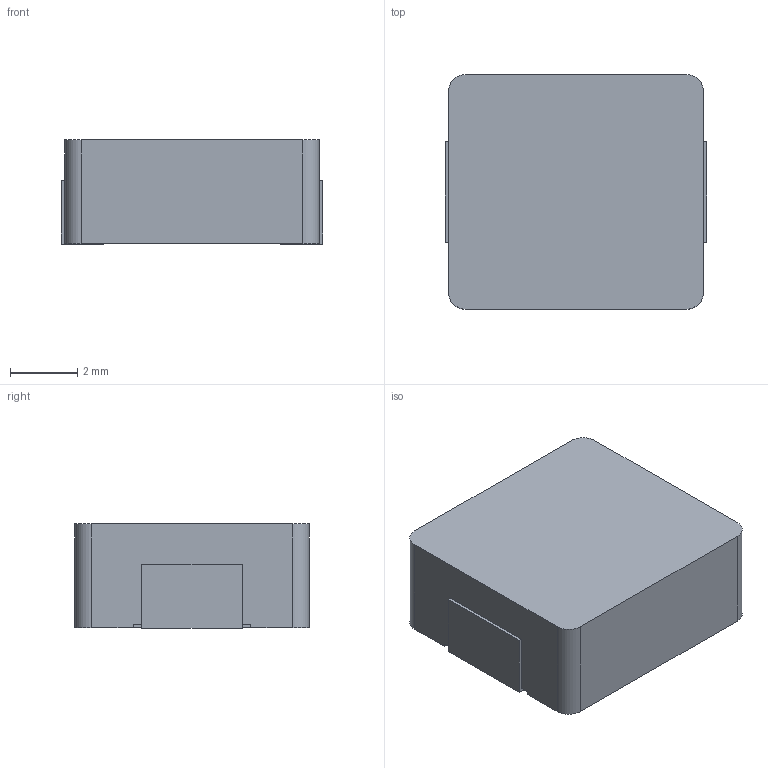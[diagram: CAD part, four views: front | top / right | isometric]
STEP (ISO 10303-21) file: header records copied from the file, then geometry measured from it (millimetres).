
FILE_DESCRIPTION(/* description */ ('Designed by EasyEDA Pro'),/* implementation_level */ '2;1');
FILE_NAME(/* name */ 'L_0630_SMD.step',/* time_stamp */ '2025-04-03T18:24:06+08:00',/* author */ (''),/* organization */ (''),/* preprocessor_version */ 'ST-DEVELOPER v20.1',/* originating_system */ 'Autodesk Translation Framework v14.4.0.0',/* authorisation */ '');
FILE_SCHEMA (('AUTOMOTIVE_DESIGN { 1 0 10303 214 3 1 1 }'));
Length unit declared in the file: millimetre
Products named in the file (4): WHp1-PCBModel; WHp1-Board; WHp1-L1-IND-SMD_L6.6-W6.6; COMPOUND
Assembly tree (3 placements, depth 3):
  WHp1-PCBModel
    WHp1-Board
    WHp1-L1-IND-SMD_L6.6-W6.6
      COMPOUND
Bounding box: 7.8 x 7 x 3.11 mm (x, y, z)
Volume: 165.2 mm3; surface area: 233.8 mm2
Topology: 3 solids, 3 shells, 317 faces, 855 edges, 570 vertices
Faces by surface type: plane 201, bspline 112, cylinder 4
Entity records: 11492 total; most frequent: CARTESIAN_POINT 3577, ORIENTED_EDGE 1710, DIRECTION 1239, EDGE_CURVE 855, LINE 623, VECTOR 623, VERTEX_POINT 570, EDGE_LOOP 343
